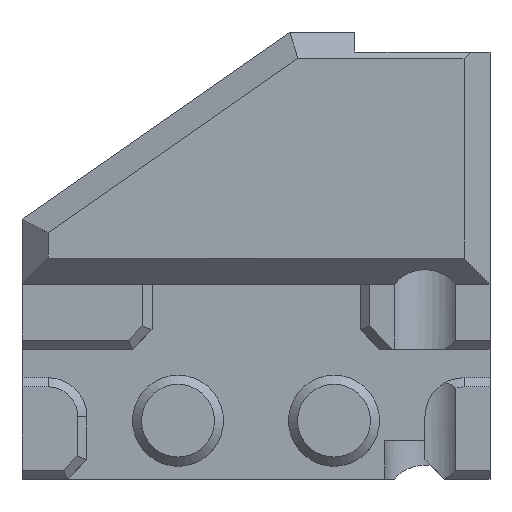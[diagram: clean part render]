
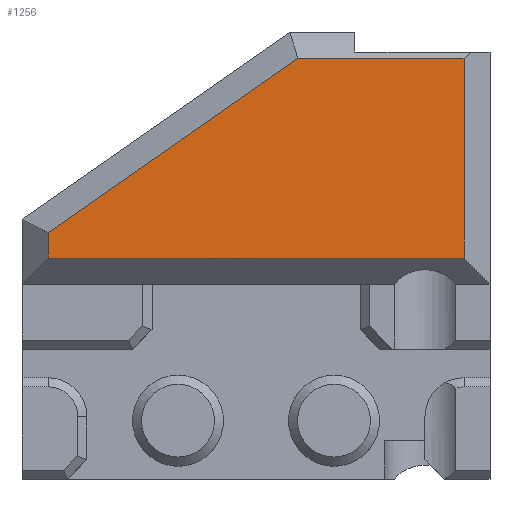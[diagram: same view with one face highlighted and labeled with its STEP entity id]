
A CAD part, top view. The second image highlights one B-rep face of the part: STEP entity #1256.
In plain terms, the highlighted planar face has unit normal (0, 0, 1).
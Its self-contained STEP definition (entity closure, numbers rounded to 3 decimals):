
#83=FACE_OUTER_BOUND('',#157,.T.);
#157=EDGE_LOOP('',(#925,#926,#927,#928,#929));
#238=LINE('',#1846,#389);
#239=LINE('',#1849,#390);
#244=LINE('',#1861,#395);
#248=LINE('',#1869,#399);
#251=LINE('',#1873,#402);
#389=VECTOR('',#1481,10.);
#390=VECTOR('',#1484,10.);
#395=VECTOR('',#1493,10.);
#399=VECTOR('',#1499,10.);
#402=VECTOR('',#1504,10.);
#537=VERTEX_POINT('',#1836);
#541=VERTEX_POINT('',#1844);
#542=VERTEX_POINT('',#1848);
#547=VERTEX_POINT('',#1860);
#550=VERTEX_POINT('',#1868);
#663=EDGE_CURVE('',#541,#537,#238,.T.);
#664=EDGE_CURVE('',#537,#542,#239,.T.);
#670=EDGE_CURVE('',#542,#547,#244,.T.);
#674=EDGE_CURVE('',#547,#550,#248,.T.);
#677=EDGE_CURVE('',#550,#541,#251,.T.);
#925=ORIENTED_EDGE('',*,*,#663,.F.);
#926=ORIENTED_EDGE('',*,*,#677,.F.);
#927=ORIENTED_EDGE('',*,*,#674,.F.);
#928=ORIENTED_EDGE('',*,*,#670,.F.);
#929=ORIENTED_EDGE('',*,*,#664,.F.);
#1196=PLANE('',#1357);
#1256=ADVANCED_FACE('',(#83),#1196,.T.);
#1357=AXIS2_PLACEMENT_3D('',#1940,#1557,#1558);
#1481=DIRECTION('',(1.,0.,0.));
#1484=DIRECTION('',(0.,-1.,0.));
#1493=DIRECTION('',(-1.,0.,0.));
#1499=DIRECTION('',(0.,1.,0.));
#1504=DIRECTION('',(0.821,0.572,0.));
#1557=DIRECTION('center_axis',(0.,0.,1.));
#1558=DIRECTION('ref_axis',(1.,0.,0.));
#1836=CARTESIAN_POINT('',(22.,27.85,13.));
#1844=CARTESIAN_POINT('',(9.228,27.85,13.));
#1846=CARTESIAN_POINT('',(9.8,27.85,13.));
#1848=CARTESIAN_POINT('',(22.,12.5,13.));
#1849=CARTESIAN_POINT('',(22.,12.838,13.));
#1860=CARTESIAN_POINT('',(-10.,12.5,13.));
#1861=CARTESIAN_POINT('',(-3.,12.5,13.));
#1868=CARTESIAN_POINT('',(-10.,14.456,13.));
#1869=CARTESIAN_POINT('',(-10.,15.338,13.));
#1873=CARTESIAN_POINT('',(6.599,26.019,13.));
#1940=CARTESIAN_POINT('Origin',(6.,20.175,13.));
